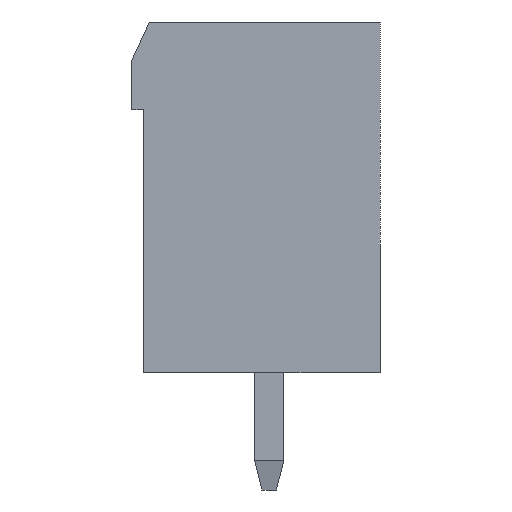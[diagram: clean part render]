
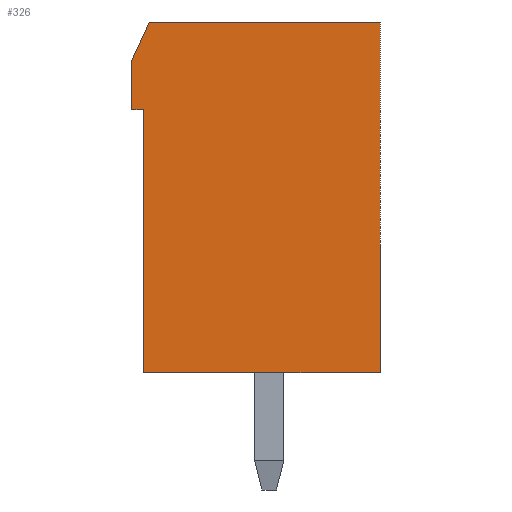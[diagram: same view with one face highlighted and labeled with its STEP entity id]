
A CAD part, left-side view. The second image highlights one B-rep face of the part: STEP entity #326.
In plain terms, the highlighted planar face has unit normal (-1, 0, 0).
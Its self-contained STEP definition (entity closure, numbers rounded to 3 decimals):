
#326 = ADVANCED_FACE( '', ( #781 ), #782, .T. );
#781 = FACE_OUTER_BOUND( '', #1403, .T. );
#782 = PLANE( '', #1404 );
#1403 = EDGE_LOOP( '', ( #2147, #2148, #2149, #2150, #2151, #2152, #2153 ) );
#1404 = AXIS2_PLACEMENT_3D( '', #2154, #2155, #2156 );
#2147 = ORIENTED_EDGE( '', *, *, #3970, .T. );
#2148 = ORIENTED_EDGE( '', *, *, #3971, .F. );
#2149 = ORIENTED_EDGE( '', *, *, #3972, .T. );
#2150 = ORIENTED_EDGE( '', *, *, #3973, .T. );
#2151 = ORIENTED_EDGE( '', *, *, #3927, .T. );
#2152 = ORIENTED_EDGE( '', *, *, #3974, .T. );
#2153 = ORIENTED_EDGE( '', *, *, #3975, .T. );
#2154 = CARTESIAN_POINT( '', ( -13.5, 0., 0. ) );
#2155 = DIRECTION( '', ( -1., 0., 0. ) );
#2156 = DIRECTION( '', ( 0., 0., 1. ) );
#3927 = EDGE_CURVE( '', #4740, #4738, #4741, .T. );
#3970 = EDGE_CURVE( '', #4818, #4819, #4820, .T. );
#3971 = EDGE_CURVE( '', #4821, #4819, #4822, .T. );
#3972 = EDGE_CURVE( '', #4821, #4823, #4824, .T. );
#3973 = EDGE_CURVE( '', #4823, #4740, #4825, .T. );
#3974 = EDGE_CURVE( '', #4738, #4826, #4827, .T. );
#3975 = EDGE_CURVE( '', #4826, #4818, #4828, .F. );
#4738 = VERTEX_POINT( '', #5913 );
#4740 = VERTEX_POINT( '', #5916 );
#4741 = LINE( '', #5917, #5918 );
#4818 = VERTEX_POINT( '', #6029 );
#4819 = VERTEX_POINT( '', #6030 );
#4820 = LINE( '', #6031, #6032 );
#4821 = VERTEX_POINT( '', #6033 );
#4822 = LINE( '', #6034, #6035 );
#4823 = VERTEX_POINT( '', #6036 );
#4824 = LINE( '', #6037, #6038 );
#4825 = LINE( '', #6039, #6040 );
#4826 = VERTEX_POINT( '', #6041 );
#4827 = LINE( '', #6042, #6043 );
#4828 = LINE( '', #6044, #6045 );
#5913 = CARTESIAN_POINT( '', ( -13.5, -4.25, 6. ) );
#5916 = CARTESIAN_POINT( '', ( -13.5, -4.25, -6. ) );
#5917 = CARTESIAN_POINT( '', ( -13.5, -4.25, -6. ) );
#5918 = VECTOR( '', #7363, 1000. );
#6029 = CARTESIAN_POINT( '', ( -13.5, 4.25, 4.7 ) );
#6030 = CARTESIAN_POINT( '', ( -13.5, 4.25, 3. ) );
#6031 = CARTESIAN_POINT( '', ( -13.5, 4.25, 6. ) );
#6032 = VECTOR( '', #7410, 1000. );
#6033 = CARTESIAN_POINT( '', ( -13.5, 3.85, 3. ) );
#6034 = CARTESIAN_POINT( '', ( -13.5, 3.85, 3. ) );
#6035 = VECTOR( '', #7411, 1000. );
#6036 = CARTESIAN_POINT( '', ( -13.5, 3.85, -6. ) );
#6037 = CARTESIAN_POINT( '', ( -13.5, 3.85, 3. ) );
#6038 = VECTOR( '', #7412, 1000. );
#6039 = CARTESIAN_POINT( '', ( -13.5, 4.25, -6. ) );
#6040 = VECTOR( '', #7413, 1000. );
#6041 = CARTESIAN_POINT( '', ( -13.5, 3.65, 6. ) );
#6042 = CARTESIAN_POINT( '', ( -13.5, -4.25, 6. ) );
#6043 = VECTOR( '', #7414, 1000. );
#6044 = CARTESIAN_POINT( '', ( -13.5, 5.292, 2.442 ) );
#6045 = VECTOR( '', #7415, 1000. );
#7363 = DIRECTION( '', ( 0., 0., 1. ) );
#7410 = DIRECTION( '', ( 0., 0., -1. ) );
#7411 = DIRECTION( '', ( 0., 1., 0. ) );
#7412 = DIRECTION( '', ( 0., 0., -1. ) );
#7413 = DIRECTION( '', ( 0., -1., 0. ) );
#7414 = DIRECTION( '', ( 0., 1., 0. ) );
#7415 = DIRECTION( '', ( 0., -0.419, 0.908 ) );
